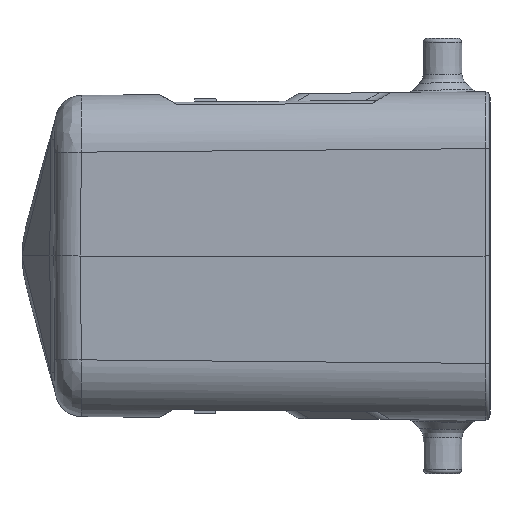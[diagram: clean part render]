
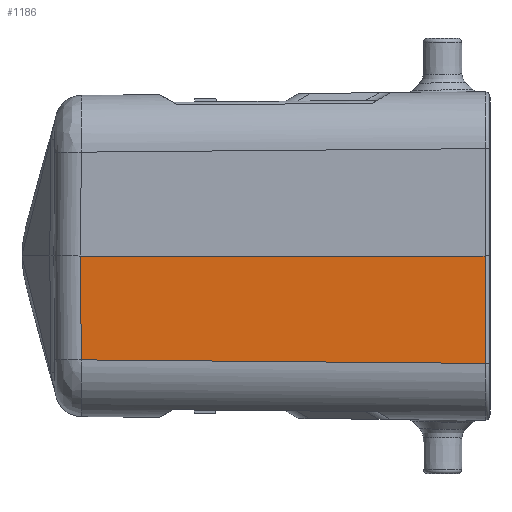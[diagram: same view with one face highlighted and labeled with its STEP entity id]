
A CAD part, left-side view. The second image highlights one B-rep face of the part: STEP entity #1186.
In plain terms, the highlighted planar face has unit normal (-1, 0.009, -0.009).
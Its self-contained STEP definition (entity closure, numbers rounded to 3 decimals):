
#774=FACE_OUTER_BOUND('',#2224,.T.);
#1186=ADVANCED_FACE('',(#774),#1416,.T.);
#1416=PLANE('',#7826);
#1569=B_SPLINE_CURVE_WITH_KNOTS('',3,(#14506,#14507,#14508,#14509),
 .UNSPECIFIED.,.F.,.F.,(4,4),(0.,1.),.UNSPECIFIED.);
#1570=B_SPLINE_CURVE_WITH_KNOTS('',3,(#14511,#14512,#14513,#14514),
 .UNSPECIFIED.,.F.,.F.,(4,4),(0.,1.),.UNSPECIFIED.);
#2224=EDGE_LOOP('',(#5225,#5226,#5227,#5228,#5229));
#2793=LINE('',#13272,#3382);
#2832=LINE('',#14475,#3421);
#2834=LINE('',#14504,#3423);
#3382=VECTOR('',#9387,1.);
#3421=VECTOR('',#9558,1.);
#3423=VECTOR('',#9570,1.);
#5225=ORIENTED_EDGE('',*,*,#7024,.T.);
#5226=ORIENTED_EDGE('',*,*,#7025,.T.);
#5227=ORIENTED_EDGE('',*,*,#6859,.F.);
#5228=ORIENTED_EDGE('',*,*,#7017,.F.);
#5229=ORIENTED_EDGE('',*,*,#7023,.T.);
#5963=VERTEX_POINT('',#13247);
#5966=VERTEX_POINT('',#13273);
#6058=VERTEX_POINT('',#14476);
#6061=VERTEX_POINT('',#14503);
#6062=VERTEX_POINT('',#14510);
#6859=EDGE_CURVE('',#5963,#5966,#2793,.T.);
#7017=EDGE_CURVE('',#6058,#5963,#2832,.T.);
#7023=EDGE_CURVE('',#6058,#6061,#2834,.T.);
#7024=EDGE_CURVE('',#6061,#6062,#1569,.T.);
#7025=EDGE_CURVE('',#6062,#5966,#1570,.T.);
#7826=AXIS2_PLACEMENT_3D('',#14515,#9573,#9574);
#9387=DIRECTION('',(-0.009,0.009,1.));
#9558=DIRECTION('',(0.009,1.,0.009));
#9570=DIRECTION('',(-0.009,0.,1.));
#9573=DIRECTION('',(-1.,0.009,-0.009));
#9574=DIRECTION('',(0.009,0.,-1.));
#13247=CARTESIAN_POINT('',(-35.915,123.412,-13.6));
#13272=CARTESIAN_POINT('',(-36.033,123.531,0.034));
#13273=CARTESIAN_POINT('',(-36.033,123.531,0.));
#14475=CARTESIAN_POINT('',(-36.376,70.132,-14.065));
#14476=CARTESIAN_POINT('',(-36.373,70.504,-14.061));
#14503=CARTESIAN_POINT('',(-36.496,70.504,0.));
#14504=CARTESIAN_POINT('',(-36.506,70.504,1.225));
#14506=CARTESIAN_POINT('',(-36.496,70.504,0.));
#14507=CARTESIAN_POINT('',(-36.494,70.672,0.));
#14508=CARTESIAN_POINT('',(-36.493,70.841,-0.001));
#14509=CARTESIAN_POINT('',(-36.491,71.009,-0.001));
#14510=CARTESIAN_POINT('',(-36.491,71.009,-0.001));
#14511=CARTESIAN_POINT('',(-36.491,71.009,-0.001));
#14512=CARTESIAN_POINT('',(-36.338,88.516,-0.001));
#14513=CARTESIAN_POINT('',(-36.186,106.023,0.));
#14514=CARTESIAN_POINT('',(-36.033,123.531,0.));
#14515=CARTESIAN_POINT('',(-36.511,70.,1.225));
